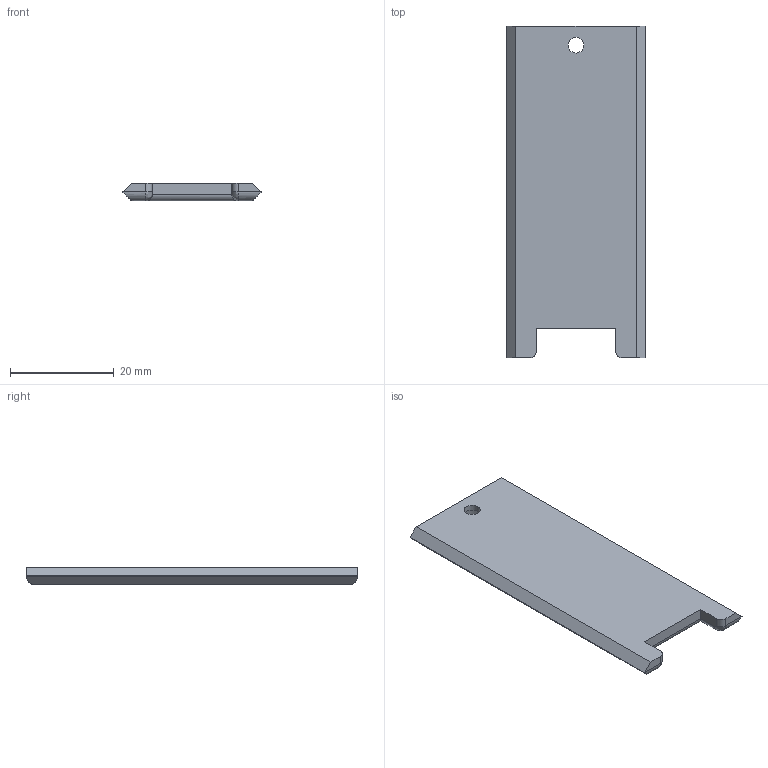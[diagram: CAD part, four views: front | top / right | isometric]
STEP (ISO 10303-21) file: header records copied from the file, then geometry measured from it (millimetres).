
FILE_DESCRIPTION(/* description */ (''),/* implementation_level */ '2;1');
FILE_NAME(/* name */ 'Case Bottom R2.step',/* time_stamp */ '2023-04-01T04:00:24-05:00',/* author */ (''),/* organization */ (''),/* preprocessor_version */ 'ST-DEVELOPER v19.2',/* originating_system */ 'Autodesk Translation Framework v11.17.0.187',/* authorisation */ '');
FILE_SCHEMA (('AUTOMOTIVE_DESIGN { 1 0 10303 214 3 1 1 }'));
Length unit declared in the file: inch
Products named in the file (1): Bottom
Bounding box: 26.54 x 63.75 x 3.43 mm (x, y, z)
Volume: 5044.3 mm3; surface area: 3602.6 mm2
Topology: 1 solids, 1 shells, 27 faces, 69 edges, 44 vertices
Faces by surface type: plane 15, cylinder 10, bspline 2
Full cylindrical faces by diameter (mm): 3.048 x1, 6.096 x1
Entity records: 898 total; most frequent: CARTESIAN_POINT 171, DIRECTION 149, ORIENTED_EDGE 138, EDGE_CURVE 69, AXIS2_PLACEMENT_3D 55, VERTEX_POINT 44, LINE 39, VECTOR 39
